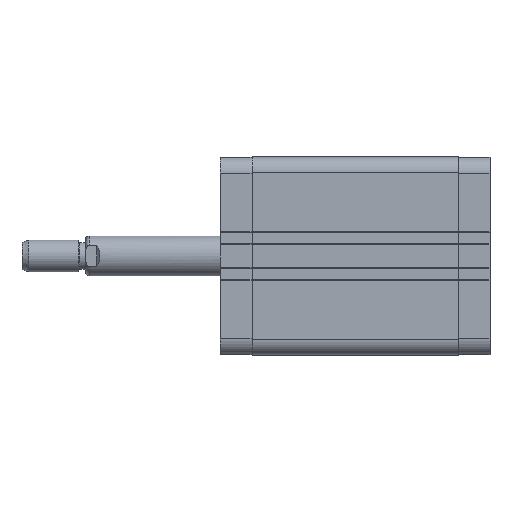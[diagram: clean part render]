
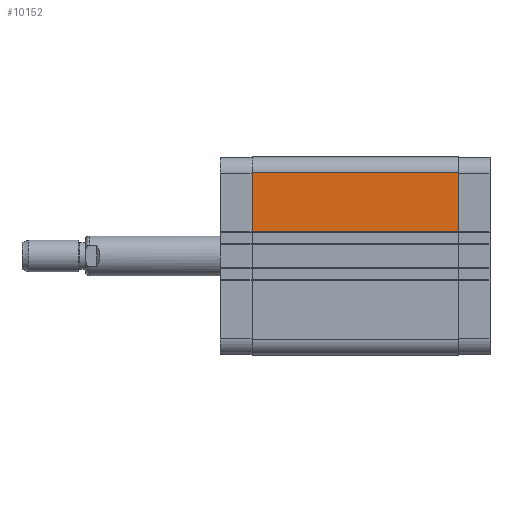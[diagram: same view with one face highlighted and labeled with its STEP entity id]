
A CAD part, left-side view. The second image highlights one B-rep face of the part: STEP entity #10152.
In plain terms, the highlighted planar face has unit normal (-1, 0, 0).
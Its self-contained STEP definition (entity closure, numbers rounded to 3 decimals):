
#7265=CARTESIAN_POINT('',(-50.0,52.0,12.25));
#7266=VERTEX_POINT('',#7265);
#7274=CARTESIAN_POINT('',(-50.0,52.0,42.));
#7275=VERTEX_POINT('',#7274);
#7276=CARTESIAN_POINT('',(-50.0,52.0,42.));
#7277=DIRECTION('',(0.0,0.0,-1.0));
#7278=VECTOR('',#7277,29.75);
#7279=LINE('',#7276,#7278);
#7280=EDGE_CURVE('',#7275,#7266,#7279,.T.);
#9414=CARTESIAN_POINT('',(-50.0,-52.0,42.));
#9415=VERTEX_POINT('',#9414);
#9423=CARTESIAN_POINT('',(-50.0,-52.0,12.25));
#9424=VERTEX_POINT('',#9423);
#9425=CARTESIAN_POINT('',(-50.0,-52.0,12.25));
#9426=DIRECTION('',(0.0,0.0,1.0));
#9427=VECTOR('',#9426,29.75);
#9428=LINE('',#9425,#9427);
#9429=EDGE_CURVE('',#9424,#9415,#9428,.T.);
#10125=CARTESIAN_POINT('',(-50.0,-52.0,42.));
#10126=DIRECTION('',(0.0,1.0,0.0));
#10127=VECTOR('',#10126,104.0);
#10128=LINE('',#10125,#10127);
#10129=EDGE_CURVE('',#9415,#7275,#10128,.T.);
#10136=CARTESIAN_POINT('',(-50.0,0.0,42.));
#10137=DIRECTION('',(-1.0,0.0,0.0));
#10138=DIRECTION('',(0.0,0.0,1.0));
#10139=AXIS2_PLACEMENT_3D('',#10136,#10137,#10138);
#10140=PLANE('',#10139);
#10141=ORIENTED_EDGE('',*,*,#7280,.T.);
#10142=CARTESIAN_POINT('',(-50.0,-52.0,12.25));
#10143=DIRECTION('',(0.0,1.0,0.0));
#10144=VECTOR('',#10143,104.0);
#10145=LINE('',#10142,#10144);
#10146=EDGE_CURVE('',#9424,#7266,#10145,.T.);
#10147=ORIENTED_EDGE('',*,*,#10146,.F.);
#10148=ORIENTED_EDGE('',*,*,#9429,.T.);
#10149=ORIENTED_EDGE('',*,*,#10129,.T.);
#10150=EDGE_LOOP('',(#10141,#10147,#10148,#10149));
#10151=FACE_OUTER_BOUND('',#10150,.T.);
#10152=ADVANCED_FACE('',(#10151),#10140,.T.);
